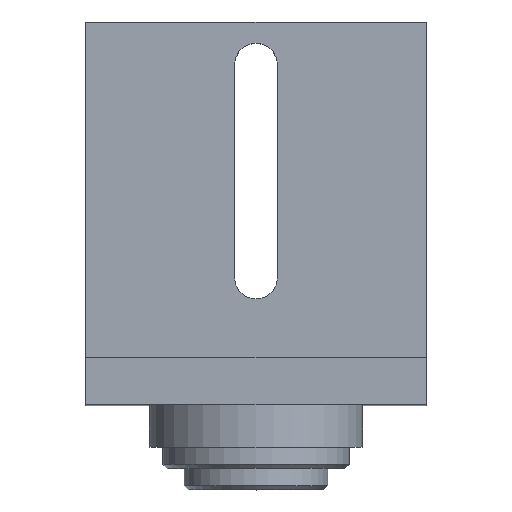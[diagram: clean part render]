
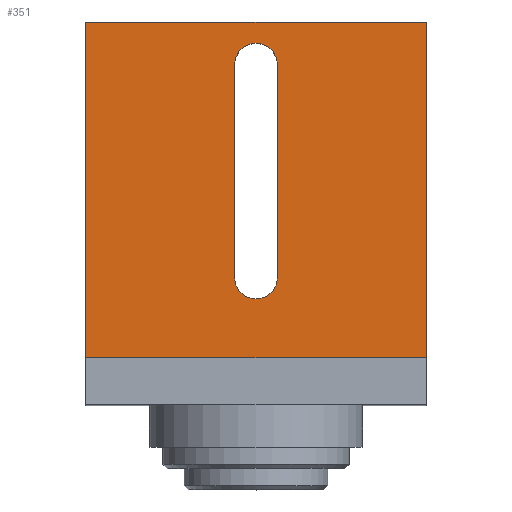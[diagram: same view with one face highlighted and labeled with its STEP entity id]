
A CAD part, top view. The second image highlights one B-rep face of the part: STEP entity #351.
In plain terms, the highlighted planar face has unit normal (0, 0, 1).
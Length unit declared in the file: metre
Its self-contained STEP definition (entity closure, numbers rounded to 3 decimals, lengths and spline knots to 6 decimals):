
#34=CIRCLE('',#403,0.005);
#35=CIRCLE('',#404,0.005);
#68=ORIENTED_EDGE('',*,*,#149,.F.);
#69=ORIENTED_EDGE('',*,*,#150,.T.);
#70=ORIENTED_EDGE('',*,*,#151,.T.);
#71=ORIENTED_EDGE('',*,*,#152,.F.);
#72=ORIENTED_EDGE('',*,*,#153,.F.);
#73=ORIENTED_EDGE('',*,*,#154,.F.);
#74=ORIENTED_EDGE('',*,*,#155,.T.);
#75=ORIENTED_EDGE('',*,*,#147,.T.);
#147=EDGE_CURVE('',#187,#186,#218,.T.);
#149=EDGE_CURVE('',#188,#189,#34,.T.);
#150=EDGE_CURVE('',#188,#190,#220,.T.);
#151=EDGE_CURVE('',#190,#191,#35,.T.);
#152=EDGE_CURVE('',#189,#191,#221,.T.);
#153=EDGE_CURVE('',#192,#186,#222,.T.);
#154=EDGE_CURVE('',#193,#192,#223,.T.);
#155=EDGE_CURVE('',#193,#187,#224,.T.);
#186=VERTEX_POINT('',#577);
#187=VERTEX_POINT('',#579);
#188=VERTEX_POINT('',#583);
#189=VERTEX_POINT('',#584);
#190=VERTEX_POINT('',#586);
#191=VERTEX_POINT('',#588);
#192=VERTEX_POINT('',#591);
#193=VERTEX_POINT('',#593);
#218=LINE('',#578,#244);
#220=LINE('',#585,#246);
#221=LINE('',#589,#247);
#222=LINE('',#590,#248);
#223=LINE('',#592,#249);
#224=LINE('',#594,#250);
#244=VECTOR('',#464,1.);
#246=VECTOR('',#470,1.);
#247=VECTOR('',#473,1.);
#248=VECTOR('',#474,1.);
#249=VECTOR('',#475,1.);
#250=VECTOR('',#476,1.);
#263=EDGE_LOOP('',(#68,#69,#70,#71));
#264=EDGE_LOOP('',(#72,#73,#74,#75));
#301=FACE_BOUND('',#263,.T.);
#302=FACE_BOUND('',#264,.T.);
#337=PLANE('',#402);
#351=ADVANCED_FACE('',(#301,#302),#337,.T.);
#402=AXIS2_PLACEMENT_3D('',#581,#466,#467);
#403=AXIS2_PLACEMENT_3D('',#582,#468,#469);
#404=AXIS2_PLACEMENT_3D('',#587,#471,#472);
#464=DIRECTION('',(-1.,0.,0.));
#466=DIRECTION('',(0.,0.,1.));
#467=DIRECTION('',(0.,1.,0.));
#468=DIRECTION('',(0.,0.,1.));
#469=DIRECTION('',(0.,1.,0.));
#470=DIRECTION('',(0.,-1.,0.));
#471=DIRECTION('',(0.,0.,-1.));
#472=DIRECTION('',(0.,1.,0.));
#473=DIRECTION('',(0.,-1.,0.));
#474=DIRECTION('',(0.,1.,0.));
#475=DIRECTION('',(-1.,0.,0.));
#476=DIRECTION('',(0.,1.,0.));
#577=CARTESIAN_POINT('',(-0.57806,0.509559,-0.109));
#578=CARTESIAN_POINT('',(-0.49806,0.509559,-0.109));
#579=CARTESIAN_POINT('',(-0.49806,0.509559,-0.109));
#581=CARTESIAN_POINT('',(-0.49806,0.470059,-0.109));
#582=CARTESIAN_POINT('',(-0.53806,0.499559,-0.109));
#583=CARTESIAN_POINT('',(-0.53306,0.499559,-0.109));
#584=CARTESIAN_POINT('',(-0.54306,0.499559,-0.109));
#585=CARTESIAN_POINT('',(-0.53306,0.474559,-0.109));
#586=CARTESIAN_POINT('',(-0.53306,0.449559,-0.109));
#587=CARTESIAN_POINT('',(-0.53806,0.449559,-0.109));
#588=CARTESIAN_POINT('',(-0.54306,0.449559,-0.109));
#589=CARTESIAN_POINT('',(-0.54306,0.474559,-0.109));
#590=CARTESIAN_POINT('',(-0.57806,0.470059,-0.109));
#591=CARTESIAN_POINT('',(-0.57806,0.430559,-0.109));
#592=CARTESIAN_POINT('',(-0.49806,0.430559,-0.109));
#593=CARTESIAN_POINT('',(-0.49806,0.430559,-0.109));
#594=CARTESIAN_POINT('',(-0.49806,0.470059,-0.109));
